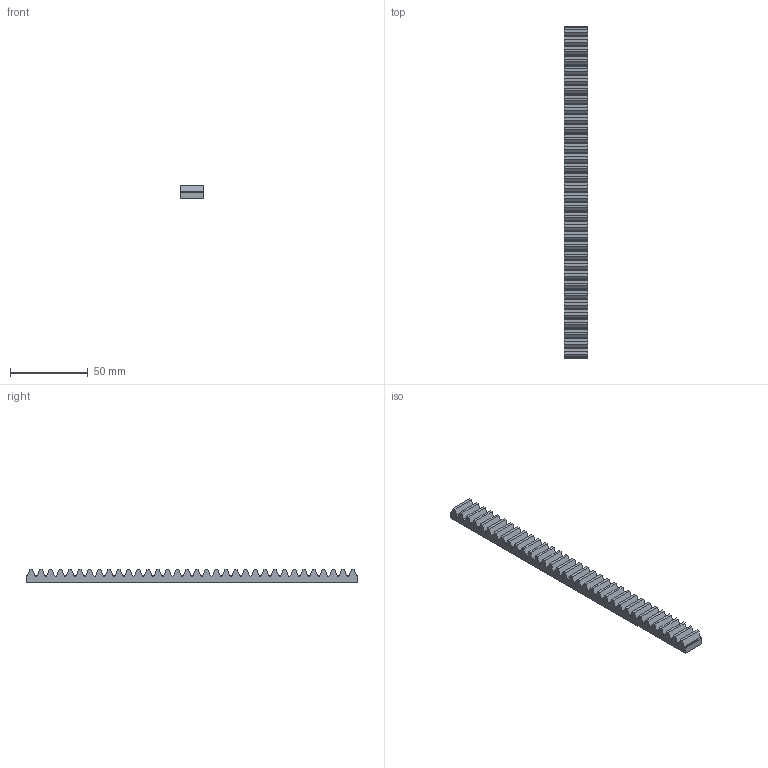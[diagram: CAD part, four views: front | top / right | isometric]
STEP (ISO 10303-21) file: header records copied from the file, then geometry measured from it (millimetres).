
FILE_DESCRIPTION(('STEP AP214'),'1');
FILE_NAME('cctmp_57D994AD-CC02-4491-B1A7-7D88144E5C19_2025_02_23_17_45_47_0361_165252..stp','2025-02-23T16:45:47',('igus GmbH'),('CADClick - www.CADClick.com'),'Spatial InterOp 3D',' ','unknown authorization');
FILE_SCHEMA(('AUTOMOTIVE_DESIGN'));
Length unit declared in the file: millimetre
Products named in the file (1): 2025_02_23_17_45_47_0346
Bounding box: 15 x 214 x 9 mm (x, y, z)
Volume: 22095.4 mm3; surface area: 12623.9 mm2
Topology: 1 solids, 1 shells, 210 faces, 624 edges, 416 vertices
Faces by surface type: plane 142, cylinder 68
Entity records: 8728 total; most frequent: CARTESIAN_POINT 1251, ORIENTED_EDGE 1248, DIRECTION 1182, EDGE_CURVE 624, LINE 488, VECTOR 488, VERTEX_POINT 416, AXIS2_PLACEMENT_3D 347
